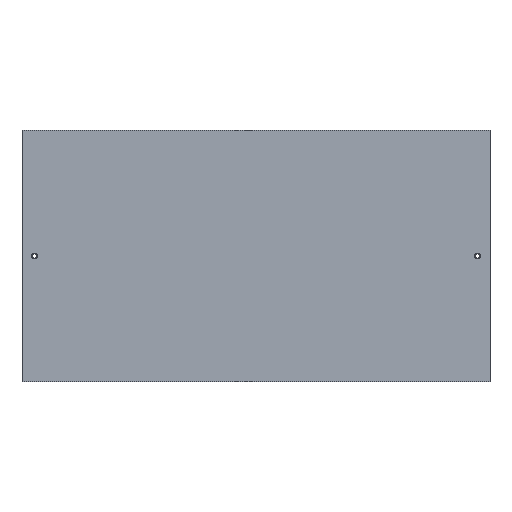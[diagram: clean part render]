
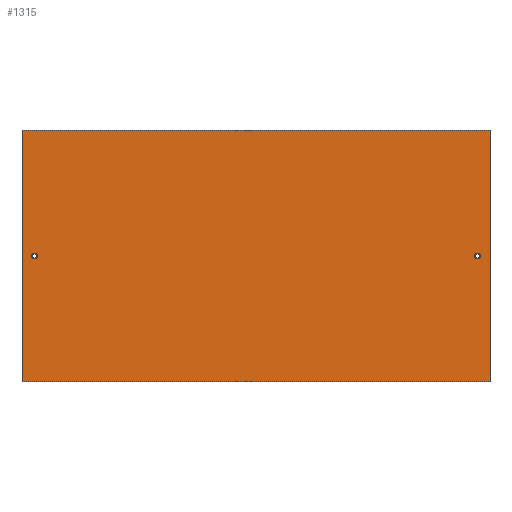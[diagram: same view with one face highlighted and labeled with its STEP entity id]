
A CAD part, front view. The second image highlights one B-rep face of the part: STEP entity #1315.
In plain terms, the highlighted planar face has unit normal (0, -1, 0).
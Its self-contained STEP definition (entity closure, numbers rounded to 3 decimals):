
#78 = VECTOR ( 'NONE', #2018, 1000. ) ;
#90 = VECTOR ( 'NONE', #2024, 1000. ) ;
#91 = VECTOR ( 'NONE', #2021, 1000. ) ;
#92 = LINE ( 'NONE', #2019, #91 ) ;
#93 = LINE ( 'NONE', #2017, #78 ) ;
#95 = LINE ( 'NONE', #2022, #90 ) ;
#96 = VERTEX_POINT ( 'NONE', #2079 ) ;
#99 = VERTEX_POINT ( 'NONE', #2075 ) ;
#179 = VERTEX_POINT ( 'NONE', #2320 ) ;
#468 = CIRCLE ( 'NONE', #1047, 3.5 ) ;
#475 = CIRCLE ( 'NONE', #1057, 3.5 ) ;
#479 = VECTOR ( 'NONE', #2160, 1000. ) ;
#481 = LINE ( 'NONE', #2161, #479 ) ;
#699 = FACE_OUTER_BOUND ( 'NONE', #1107, .T. ) ;
#704 = FACE_BOUND ( 'NONE', #1196, .T. ) ;
#708 = FACE_BOUND ( 'NONE', #1199, .T. ) ;
#833 = VERTEX_POINT ( 'NONE', #970 ) ;
#970 = CARTESIAN_POINT ( 'NONE',  ( 279., 0., -299. ) ) ;
#1047 = AXIS2_PLACEMENT_3D ( 'NONE', #2136, #2149, #2128 ) ;
#1057 = AXIS2_PLACEMENT_3D ( 'NONE', #2155, #2152, #2144 ) ;
#1107 = EDGE_LOOP ( 'NONE', ( #1493, #1491, #1492, #1490 ) ) ;
#1196 = EDGE_LOOP ( 'NONE', ( #1488 ) ) ;
#1199 = EDGE_LOOP ( 'NONE', ( #1489 ) ) ;
#1315 = ADVANCED_FACE ( 'NONE', ( #699, #708, #704 ), #2600, .F. ) ;
#1488 = ORIENTED_EDGE ( 'NONE', *, *, #1667, .T. ) ;
#1489 = ORIENTED_EDGE ( 'NONE', *, *, #1664, .F. ) ;
#1490 = ORIENTED_EDGE ( 'NONE', *, *, #2243, .T. ) ;
#1491 = ORIENTED_EDGE ( 'NONE', *, *, #2240, .F. ) ;
#1492 = ORIENTED_EDGE ( 'NONE', *, *, #2241, .F. ) ;
#1493 = ORIENTED_EDGE ( 'NONE', *, *, #1663, .T. ) ;
#1663 = EDGE_CURVE ( 'NONE', #2287, #833, #481, .T. ) ;
#1664 = EDGE_CURVE ( 'NONE', #99, #99, #475, .T. ) ;
#1667 = EDGE_CURVE ( 'NONE', #96, #96, #468, .T. ) ;
#2017 = CARTESIAN_POINT ( 'NONE',  ( 279., 0., 1. ) ) ;
#2018 = DIRECTION ( 'NONE',  ( 0., 0., -1. ) ) ;
#2019 = CARTESIAN_POINT ( 'NONE',  ( 0., 0., 1. ) ) ;
#2021 = DIRECTION ( 'NONE',  ( 1., 0., 0. ) ) ;
#2022 = CARTESIAN_POINT ( 'NONE',  ( -279., 0., 1. ) ) ;
#2024 = DIRECTION ( 'NONE',  ( 0., 0., -1. ) ) ;
#2059 = CARTESIAN_POINT ( 'NONE',  ( -279., 0., -299. ) ) ;
#2062 = CARTESIAN_POINT ( 'NONE',  ( 279., 0., 1. ) ) ;
#2075 = CARTESIAN_POINT ( 'NONE',  ( 264., 0., -152.5 ) ) ;
#2079 = CARTESIAN_POINT ( 'NONE',  ( -264., 0., -152.5 ) ) ;
#2128 = DIRECTION ( 'NONE',  ( 0., 0., -1. ) ) ;
#2136 = CARTESIAN_POINT ( 'NONE',  ( -264., 0., -149. ) ) ;
#2144 = DIRECTION ( 'NONE',  ( 0., 0., -1. ) ) ;
#2149 = DIRECTION ( 'NONE',  ( 0., 1., 0. ) ) ;
#2152 = DIRECTION ( 'NONE',  ( 0., -1., 0. ) ) ;
#2155 = CARTESIAN_POINT ( 'NONE',  ( 264., 0., -149. ) ) ;
#2160 = DIRECTION ( 'NONE',  ( 1., 0., 0. ) ) ;
#2161 = CARTESIAN_POINT ( 'NONE',  ( 0., 0., -299. ) ) ;
#2215 = AXIS2_PLACEMENT_3D ( 'NONE', #2602, #2606, #2597 ) ;
#2240 = EDGE_CURVE ( 'NONE', #2291, #833, #93, .T. ) ;
#2241 = EDGE_CURVE ( 'NONE', #179, #2291, #92, .T. ) ;
#2243 = EDGE_CURVE ( 'NONE', #179, #2287, #95, .T. ) ;
#2287 = VERTEX_POINT ( 'NONE', #2059 ) ;
#2291 = VERTEX_POINT ( 'NONE', #2062 ) ;
#2320 = CARTESIAN_POINT ( 'NONE',  ( -279., 0., 1. ) ) ;
#2597 = DIRECTION ( 'NONE',  ( -1., 0., 0. ) ) ;
#2600 = PLANE ( 'NONE',  #2215 ) ;
#2602 = CARTESIAN_POINT ( 'NONE',  ( 0., 0., 1. ) ) ;
#2606 = DIRECTION ( 'NONE',  ( 0., 1., 0. ) ) ;
